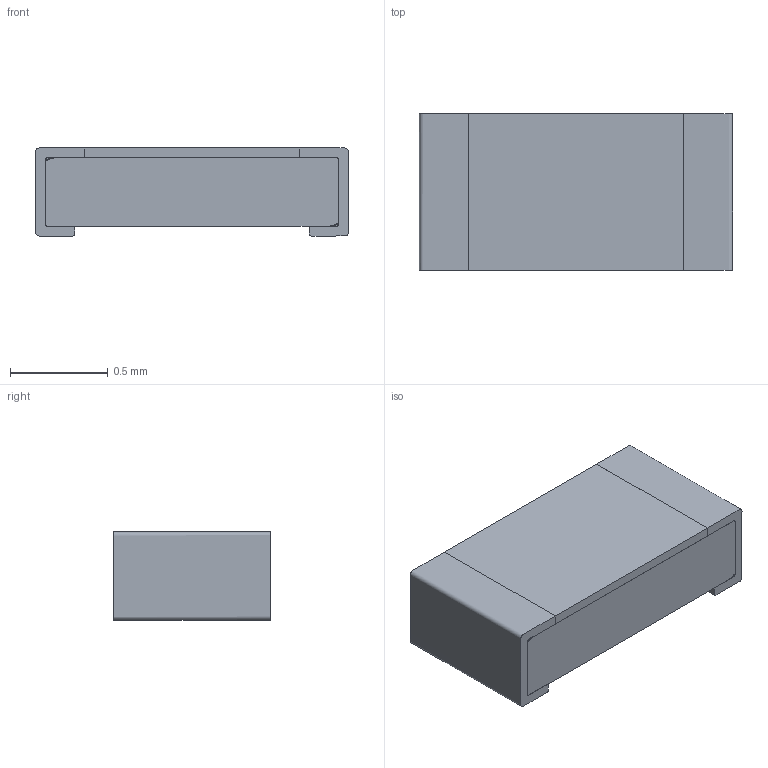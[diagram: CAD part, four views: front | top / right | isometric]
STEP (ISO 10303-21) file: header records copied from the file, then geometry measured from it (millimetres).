
FILE_DESCRIPTION(/* description */ (''),/* implementation_level */ '2;1');
FILE_NAME(/* name */ 'res0603',/* time_stamp */ '2010-04-16T14:49:07+02:00',/* author */ (''),/* organization */ (''),/* preprocessor_version */ 'ST-DEVELOPER v10',/* originating_system */ '',/* authorisation */ '');
FILE_SCHEMA (('AUTOMOTIVE_DESIGN'));
Length unit declared in the file: millimetre
Products named in the file (1): 1
Bounding box: 1.6 x 0.8 x 0.45 mm (x, y, z)
Volume: 0.5 mm3; surface area: 9 mm2
Topology: 14 solids, 14 shells, 99 faces, 233 edges, 146 vertices
Faces by surface type: bspline 99
Entity records: 4109 total; most frequent: CARTESIAN_POINT 2568, ORIENTED_EDGE 434, EDGE_CURVE 217, B_SPLINE_CURVE_WITH_KNOTS 183, VERTEX_POINT 146, EDGE_LOOP 107, ADVANCED_FACE 99, FACE_OUTER_BOUND 99
